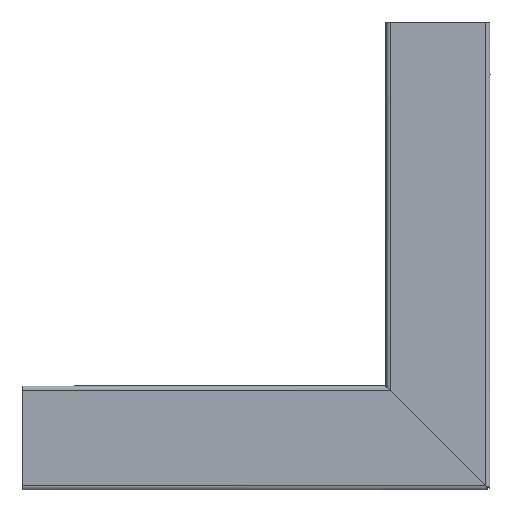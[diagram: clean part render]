
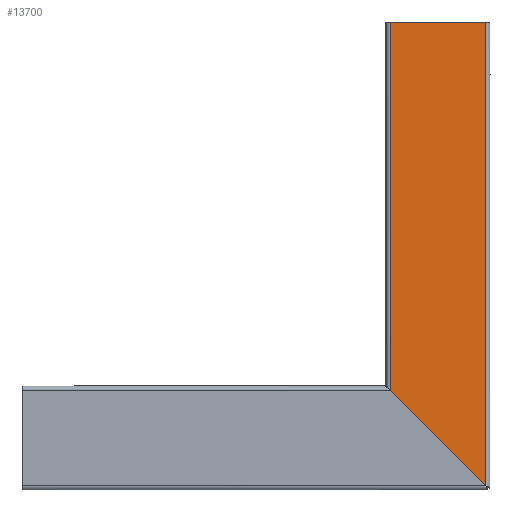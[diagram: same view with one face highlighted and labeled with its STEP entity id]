
A CAD part, left-side view. The second image highlights one B-rep face of the part: STEP entity #13700.
In plain terms, the highlighted face is planar.
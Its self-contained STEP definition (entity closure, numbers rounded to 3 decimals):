
#366 = DIRECTION ( 'NONE',  ( -0.707, 0., -0.707 ) ) ;
#1155 = VERTEX_POINT ( 'NONE', #10259 ) ;
#1665 = CARTESIAN_POINT ( 'NONE',  ( 1046.796, 67.777, -1659.728 ) ) ;
#1774 = VECTOR ( 'NONE', #7001, 1000. ) ;
#1823 = ORIENTED_EDGE ( 'NONE', *, *, #12449, .T. ) ;
#2759 = VECTOR ( 'NONE', #7675, 1000. ) ;
#2968 = DIRECTION ( 'NONE',  ( -1., 0., 0. ) ) ;
#3380 = ORIENTED_EDGE ( 'NONE', *, *, #5808, .T. ) ;
#3462 = LINE ( 'NONE', #6208, #6987 ) ;
#3991 = VERTEX_POINT ( 'NONE', #6573 ) ;
#4898 = DIRECTION ( 'NONE',  ( 0., 0., -1. ) ) ;
#5020 = CARTESIAN_POINT ( 'NONE',  ( 1046.796, 67.777, -1692.629 ) ) ;
#5808 = EDGE_CURVE ( 'NONE', #1155, #3991, #3462, .T. ) ;
#6208 = CARTESIAN_POINT ( 'NONE',  ( 1025.246, 67.777, -1659.728 ) ) ;
#6351 = FACE_OUTER_BOUND ( 'NONE', #14362, .T. ) ;
#6573 = CARTESIAN_POINT ( 'NONE',  ( 1025.246, 67.777, -1834.239 ) ) ;
#6590 = ORIENTED_EDGE ( 'NONE', *, *, #16205, .T. ) ;
#6987 = VECTOR ( 'NONE', #4898, 1000. ) ;
#7001 = DIRECTION ( 'NONE',  ( 0., 0., 1. ) ) ;
#7128 = EDGE_CURVE ( 'NONE', #14719, #13259, #11890, .T. ) ;
#7675 = DIRECTION ( 'NONE',  ( 1., 0., 0. ) ) ;
#7781 = LINE ( 'NONE', #16159, #14369 ) ;
#10259 = CARTESIAN_POINT ( 'NONE',  ( 1025.246, 67.777, -1692.629 ) ) ;
#10872 = DIRECTION ( 'NONE',  ( 0., 1., 0. ) ) ;
#11890 = LINE ( 'NONE', #14905, #1774 ) ;
#12449 = EDGE_CURVE ( 'NONE', #3991, #14719, #7781, .T. ) ;
#13259 = VERTEX_POINT ( 'NONE', #13668 ) ;
#13480 = PLANE ( 'NONE',  #15640 ) ;
#13645 = ORIENTED_EDGE ( 'NONE', *, *, #7128, .T. ) ;
#13668 = CARTESIAN_POINT ( 'NONE',  ( 988.346, 67.777, -1692.629 ) ) ;
#13700 = ADVANCED_FACE ( 'NONE', ( #6351 ), #13480, .T. ) ;
#14362 = EDGE_LOOP ( 'NONE', ( #6590, #3380, #1823, #13645 ) ) ;
#14369 = VECTOR ( 'NONE', #366, 1000. ) ;
#14719 = VERTEX_POINT ( 'NONE', #14811 ) ;
#14811 = CARTESIAN_POINT ( 'NONE',  ( 988.346, 67.777, -1871.139 ) ) ;
#14905 = CARTESIAN_POINT ( 'NONE',  ( 988.346, 67.777, -1659.728 ) ) ;
#15640 = AXIS2_PLACEMENT_3D ( 'NONE', #1665, #10872, #2968 ) ;
#16159 = CARTESIAN_POINT ( 'NONE',  ( 1025.246, 67.777, -1834.239 ) ) ;
#16205 = EDGE_CURVE ( 'NONE', #13259, #1155, #16360, .T. ) ;
#16360 = LINE ( 'NONE', #5020, #2759 ) ;
